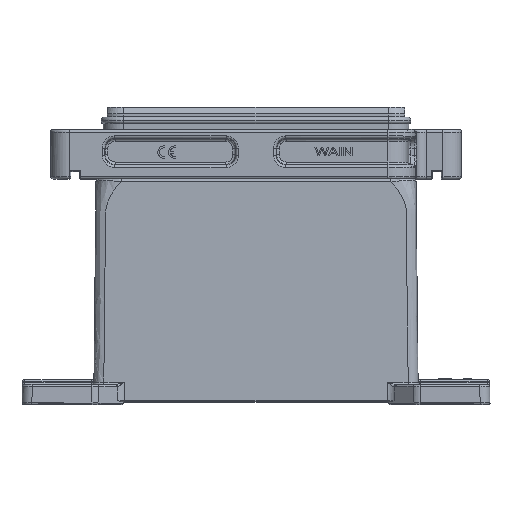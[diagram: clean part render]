
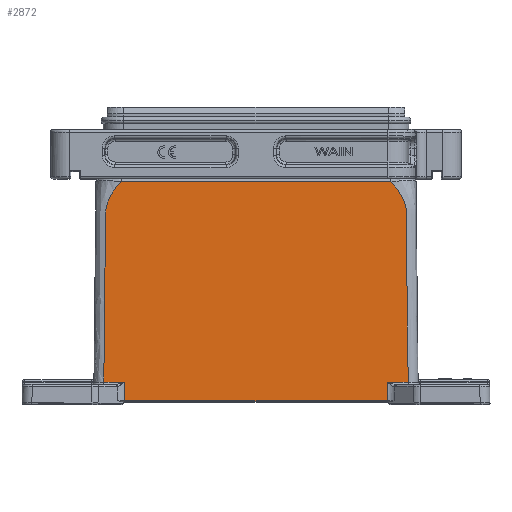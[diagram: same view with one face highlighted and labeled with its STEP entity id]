
A CAD part, top view. The second image highlights one B-rep face of the part: STEP entity #2872.
In plain terms, the highlighted planar face has unit normal (0, 0.011, 1).
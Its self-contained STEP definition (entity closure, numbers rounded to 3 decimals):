
#2872=ADVANCED_FACE('NONE',(#4836),#3838,.T.);
#3838=PLANE('',#24922);
#4836=FACE_OUTER_BOUND('',#6288,.T.);
#6288=EDGE_LOOP('',(#14017,#14018,#14019,#14020,#14021,#14022,#14023,#14024));
#7920=LINE('',#43204,#9448);
#7921=LINE('',#43248,#9449);
#7922=LINE('',#43250,#9450);
#7923=LINE('',#43252,#9451);
#7924=LINE('',#43254,#9452);
#7925=LINE('',#43256,#9453);
#9448=VECTOR('',#28871,1.);
#9449=VECTOR('',#28872,1.);
#9450=VECTOR('',#28873,1.);
#9451=VECTOR('',#28874,1.);
#9452=VECTOR('',#28875,1.);
#9453=VECTOR('',#28876,1.);
#14017=ORIENTED_EDGE('',*,*,#21327,.T.);
#14018=ORIENTED_EDGE('',*,*,#21328,.T.);
#14019=ORIENTED_EDGE('',*,*,#21329,.T.);
#14020=ORIENTED_EDGE('',*,*,#21330,.T.);
#14021=ORIENTED_EDGE('',*,*,#21331,.T.);
#14022=ORIENTED_EDGE('',*,*,#21332,.T.);
#14023=ORIENTED_EDGE('',*,*,#21333,.T.);
#14024=ORIENTED_EDGE('',*,*,#21334,.T.);
#18390=VERTEX_POINT('',#43202);
#18391=VERTEX_POINT('',#43203);
#18392=VERTEX_POINT('',#43205);
#18393=VERTEX_POINT('',#43247);
#18394=VERTEX_POINT('',#43249);
#18395=VERTEX_POINT('',#43251);
#18396=VERTEX_POINT('',#43253);
#18397=VERTEX_POINT('',#43255);
#21327=EDGE_CURVE('NONE',#18390,#18391,#23407,.T.);
#21328=EDGE_CURVE('NONE',#18391,#18392,#7920,.T.);
#21329=EDGE_CURVE('NONE',#18392,#18393,#23408,.T.);
#21330=EDGE_CURVE('NONE',#18393,#18394,#7921,.T.);
#21331=EDGE_CURVE('NONE',#18394,#18395,#7922,.T.);
#21332=EDGE_CURVE('NONE',#18395,#18396,#7923,.T.);
#21333=EDGE_CURVE('NONE',#18396,#18397,#7924,.T.);
#21334=EDGE_CURVE('NONE',#18397,#18390,#7925,.T.);
#23407=B_SPLINE_CURVE_WITH_KNOTS('',3,(#43158,#43159,#43160,#43161,#43162,
#43163,#43164,#43165,#43166,#43167,#43168,#43169,#43170,#43171,#43172,#43173,
#43174,#43175,#43176,#43177,#43178,#43179,#43180,#43181,#43182,#43183,#43184,
#43185,#43186,#43187,#43188,#43189,#43190,#43191,#43192,#43193,#43194,#43195,
#43196,#43197,#43198,#43199,#43200,#43201),.UNSPECIFIED.,.F.,.F.,(4,2,1,
1,1,1,1,1,2,2,1,1,1,1,1,2,2,2,2,2,2,2,2,1,2,2,2,4),(0.,0.5,
0.625,0.687,0.719,0.734,
0.742,0.746,0.748,0.75,0.781,
0.797,0.805,0.809,0.811,
0.812,0.812,0.816,0.82,
0.828,0.844,0.859,0.875,
0.906,0.922,0.937,0.969,
1.),.UNSPECIFIED.);
#23408=B_SPLINE_CURVE_WITH_KNOTS('',3,(#43206,#43207,#43208,#43209,#43210,
#43211,#43212,#43213,#43214,#43215,#43216,#43217,#43218,#43219,#43220,#43221,
#43222,#43223,#43224,#43225,#43226,#43227,#43228,#43229,#43230,#43231,#43232,
#43233,#43234,#43235,#43236,#43237,#43238,#43239,#43240,#43241,#43242,#43243,
#43244,#43245,#43246),.UNSPECIFIED.,.F.,.F.,(4,1,1,1,2,2,1,2,2,1,1,1,2,
2,1,1,1,1,1,2,2,1,1,1,1,1,2,2,4),(0.,0.062,0.094,
0.109,0.117,0.125,0.141,
0.148,0.156,0.172,0.18,
0.184,0.186,0.187,0.219,
0.234,0.242,0.246,0.248,
0.249,0.25,0.375,0.437,
0.469,0.484,0.492,0.496,
0.5,1.),.UNSPECIFIED.);
#24922=AXIS2_PLACEMENT_3D('',#43257,#28877,#28878);
#28871=DIRECTION('',(-1.,0.,0.));
#28872=DIRECTION('',(1.,0.,0.));
#28873=DIRECTION('',(0.014,-1.,0.01));
#28874=DIRECTION('',(1.,0.,0.));
#28875=DIRECTION('',(0.014,1.,-0.01));
#28876=DIRECTION('',(1.,0.,0.));
#28877=DIRECTION('',(0.,0.01,1.));
#28878=DIRECTION('',(0.,-1.,0.01));
#43158=CARTESIAN_POINT('',(61.459,7.99,29.859));
#43159=CARTESIAN_POINT('',(61.314,21.789,29.714));
#43160=CARTESIAN_POINT('',(61.17,35.589,29.57));
#43161=CARTESIAN_POINT('',(60.989,52.838,29.389));
#43162=CARTESIAN_POINT('',(60.935,58.013,29.335));
#43163=CARTESIAN_POINT('',(60.872,64.05,29.272));
#43164=CARTESIAN_POINT('',(60.84,67.069,29.24));
#43165=CARTESIAN_POINT('',(60.825,68.578,29.224));
#43166=CARTESIAN_POINT('',(60.817,69.333,29.216));
#43167=CARTESIAN_POINT('',(60.813,69.71,29.212));
#43168=CARTESIAN_POINT('',(60.811,69.872,29.211));
#43169=CARTESIAN_POINT('',(60.81,69.98,29.21));
#43170=CARTESIAN_POINT('',(60.81,69.993,29.21));
#43171=CARTESIAN_POINT('',(60.793,71.601,29.193));
#43172=CARTESIAN_POINT('',(60.774,73.383,29.174));
#43173=CARTESIAN_POINT('',(60.762,74.608,29.161));
#43174=CARTESIAN_POINT('',(60.758,75.006,29.157));
#43175=CARTESIAN_POINT('',(60.757,75.152,29.155));
#43176=CARTESIAN_POINT('',(60.756,75.211,29.155));
#43177=CARTESIAN_POINT('',(60.756,75.234,29.155));
#43178=CARTESIAN_POINT('',(60.756,75.249,29.154));
#43179=CARTESIAN_POINT('',(60.756,75.224,29.155));
#43180=CARTESIAN_POINT('',(60.754,75.414,29.153));
#43181=CARTESIAN_POINT('',(60.753,75.544,29.151));
#43182=CARTESIAN_POINT('',(60.75,75.76,29.149));
#43183=CARTESIAN_POINT('',(60.75,75.791,29.149));
#43184=CARTESIAN_POINT('',(60.743,76.144,29.145));
#43185=CARTESIAN_POINT('',(60.736,76.342,29.143));
#43186=CARTESIAN_POINT('',(60.698,76.981,29.136));
#43187=CARTESIAN_POINT('',(60.651,77.422,29.132));
#43188=CARTESIAN_POINT('',(60.524,78.261,29.123));
#43189=CARTESIAN_POINT('',(60.442,78.68,29.119));
#43190=CARTESIAN_POINT('',(60.241,79.518,29.11));
#43191=CARTESIAN_POINT('',(60.111,79.969,29.105));
#43192=CARTESIAN_POINT('',(59.731,81.127,29.093));
#43193=CARTESIAN_POINT('',(59.255,82.285,29.081));
#43194=CARTESIAN_POINT('',(58.636,83.441,29.069));
#43195=CARTESIAN_POINT('',(58.191,84.212,29.061));
#43196=CARTESIAN_POINT('',(57.929,84.635,29.056));
#43197=CARTESIAN_POINT('',(57.241,85.678,29.045));
#43198=CARTESIAN_POINT('',(56.708,86.401,29.038));
#43199=CARTESIAN_POINT('',(55.629,87.734,29.024));
#43200=CARTESIAN_POINT('',(55.059,88.382,29.017));
#43201=CARTESIAN_POINT('',(54.46,89.01,29.01));
#43202=CARTESIAN_POINT('',(61.459,7.99,29.859));
#43203=CARTESIAN_POINT('',(54.46,89.01,29.01));
#43204=CARTESIAN_POINT('',(-68.294,89.01,29.01));
#43205=CARTESIAN_POINT('',(-54.461,89.011,29.01));
#43206=CARTESIAN_POINT('',(-54.461,89.011,29.01));
#43207=CARTESIAN_POINT('',(-55.827,87.57,29.025));
#43208=CARTESIAN_POINT('',(-57.542,85.408,29.048));
#43209=CARTESIAN_POINT('',(-58.958,82.883,29.075));
#43210=CARTESIAN_POINT('',(-59.52,81.619,29.088));
#43211=CARTESIAN_POINT('',(-59.73,81.078,29.093));
#43212=CARTESIAN_POINT('',(-59.862,80.717,29.097));
#43213=CARTESIAN_POINT('',(-59.916,80.564,29.099));
#43214=CARTESIAN_POINT('',(-60.122,79.938,29.105));
#43215=CARTESIAN_POINT('',(-60.3,79.31,29.112));
#43216=CARTESIAN_POINT('',(-60.437,78.681,29.119));
#43217=CARTESIAN_POINT('',(-60.519,78.262,29.123));
#43218=CARTESIAN_POINT('',(-60.562,78.012,29.126));
#43219=CARTESIAN_POINT('',(-60.639,77.502,29.131));
#43220=CARTESIAN_POINT('',(-60.698,76.925,29.137));
#43221=CARTESIAN_POINT('',(-60.737,76.133,29.145));
#43222=CARTESIAN_POINT('',(-60.749,75.707,29.15));
#43223=CARTESIAN_POINT('',(-60.752,75.519,29.152));
#43224=CARTESIAN_POINT('',(-60.754,75.391,29.153));
#43225=CARTESIAN_POINT('',(-60.755,75.272,29.154));
#43226=CARTESIAN_POINT('',(-60.757,75.104,29.156));
#43227=CARTESIAN_POINT('',(-60.765,74.338,29.164));
#43228=CARTESIAN_POINT('',(-60.783,72.521,29.183));
#43229=CARTESIAN_POINT('',(-60.795,71.381,29.195));
#43230=CARTESIAN_POINT('',(-60.802,70.754,29.202));
#43231=CARTESIAN_POINT('',(-60.805,70.425,29.205));
#43232=CARTESIAN_POINT('',(-60.807,70.281,29.206));
#43233=CARTESIAN_POINT('',(-60.808,70.185,29.208));
#43234=CARTESIAN_POINT('',(-60.809,70.088,29.209));
#43235=CARTESIAN_POINT('',(-60.81,69.948,29.21));
#43236=CARTESIAN_POINT('',(-60.838,67.256,29.238));
#43237=CARTESIAN_POINT('',(-60.917,59.77,29.317));
#43238=CARTESIAN_POINT('',(-60.967,54.941,29.367));
#43239=CARTESIAN_POINT('',(-60.995,52.255,29.395));
#43240=CARTESIAN_POINT('',(-61.01,50.844,29.41));
#43241=CARTESIAN_POINT('',(-61.017,50.225,29.417));
#43242=CARTESIAN_POINT('',(-61.021,49.809,29.421));
#43243=CARTESIAN_POINT('',(-61.024,49.563,29.423));
#43244=CARTESIAN_POINT('',(-61.26,26.993,29.66));
#43245=CARTESIAN_POINT('',(-61.405,13.193,29.804));
#43246=CARTESIAN_POINT('',(-61.459,7.99,29.859));
#43247=CARTESIAN_POINT('',(-61.459,7.99,29.859));
#43248=CARTESIAN_POINT('',(-68.294,7.99,29.859));
#43249=CARTESIAN_POINT('',(-53.024,7.99,29.859));
#43250=CARTESIAN_POINT('',(-53.024,7.99,29.859));
#43251=CARTESIAN_POINT('',(-52.917,0.505,29.937));
#43252=CARTESIAN_POINT('',(-68.294,0.505,29.937));
#43253=CARTESIAN_POINT('',(52.917,0.505,29.937));
#43254=CARTESIAN_POINT('',(52.917,0.505,29.937));
#43255=CARTESIAN_POINT('',(53.024,7.99,29.859));
#43256=CARTESIAN_POINT('',(-68.294,7.99,29.859));
#43257=CARTESIAN_POINT('',(-68.294,90.,29.));
